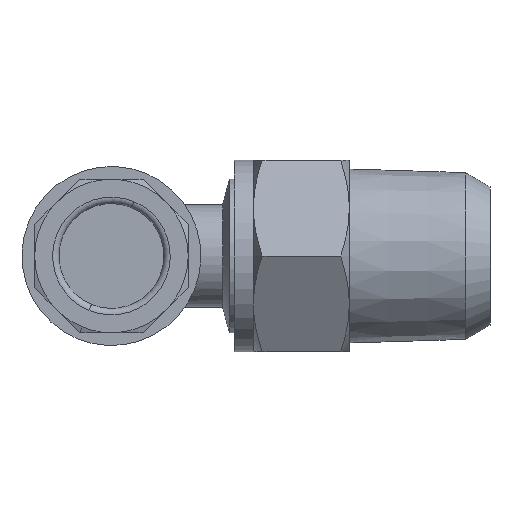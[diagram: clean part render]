
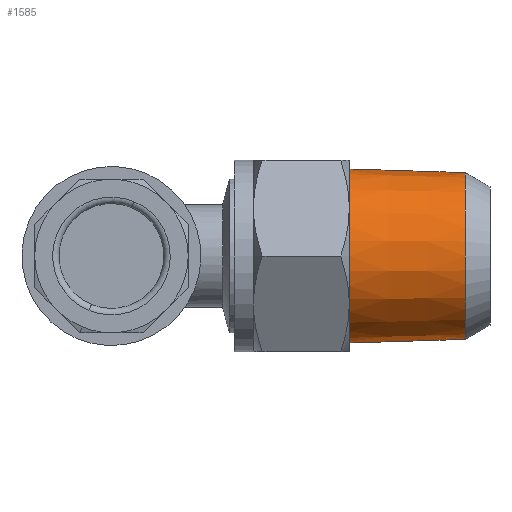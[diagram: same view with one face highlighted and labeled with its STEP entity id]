
A CAD part, left-side view. The second image highlights one B-rep face of the part: STEP entity #1585.
In plain terms, the highlighted conical face has half-angle 1.79 degrees and reference radius 6.52 mm.
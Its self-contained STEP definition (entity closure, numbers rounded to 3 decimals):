
#378 = DIRECTION ( 'NONE',  ( 0., 1., 0. ) ) ;
#389 = CARTESIAN_POINT ( 'NONE',  ( 0., -5.16, 0. ) ) ;
#397 = DIRECTION ( 'NONE',  ( 0., 0., 1. ) ) ;
#899 = CARTESIAN_POINT ( 'NONE',  ( 0., 3.9, -6.803 ) ) ;
#914 = CARTESIAN_POINT ( 'NONE',  ( 0., 3.9, 6.803 ) ) ;
#923 = CARTESIAN_POINT ( 'NONE',  ( 0., -5.16, -6.52 ) ) ;
#930 = CARTESIAN_POINT ( 'NONE',  ( 0., -5.16, 6.52 ) ) ;
#1469 = AXIS2_PLACEMENT_3D ( 'NONE', #6078, #6079, #6080 ) ;
#1470 = AXIS2_PLACEMENT_3D ( 'NONE', #6081, #6082, #6083 ) ;
#1585 = ADVANCED_FACE ( 'NONE', ( #1879 ), #2862, .T. ) ;
#1732 = AXIS2_PLACEMENT_3D ( 'NONE', #389, #378, #397 ) ;
#1879 = FACE_OUTER_BOUND ( 'NONE', #2536, .T. ) ;
#2075 = ORIENTED_EDGE ( 'NONE', *, *, #3485, .T. ) ;
#2158 = EDGE_CURVE ( 'NONE', #6217, #6218, #3722, .T. ) ;
#2160 = EDGE_CURVE ( 'NONE', #6226, #6224, #3729, .T. ) ;
#2536 = EDGE_LOOP ( 'NONE', ( #6163, #6166, #6165, #2075 ) ) ;
#2862 = CONICAL_SURFACE ( 'NONE', #1732, 6.52, 0.031 ) ;
#3485 = EDGE_CURVE ( 'NONE', #6224, #6218, #3776, .T. ) ;
#3486 = EDGE_CURVE ( 'NONE', #6226, #6217, #3784, .T. ) ;
#3722 = LINE ( 'NONE', #5739, #3728 ) ;
#3728 = VECTOR ( 'NONE', #5744, 1000. ) ;
#3729 = LINE ( 'NONE', #5745, #3731 ) ;
#3731 = VECTOR ( 'NONE', #5743, 1000. ) ;
#3776 = CIRCLE ( 'NONE', #1469, 6.803 ) ;
#3784 = CIRCLE ( 'NONE', #1470, 6.52 ) ;
#5739 = CARTESIAN_POINT ( 'NONE',  ( 0., -5.16, -6.52 ) ) ;
#5743 = DIRECTION ( 'NONE',  ( 0., 1., 0.031 ) ) ;
#5744 = DIRECTION ( 'NONE',  ( 0., 1., -0.031 ) ) ;
#5745 = CARTESIAN_POINT ( 'NONE',  ( 0., -5.16, 6.52 ) ) ;
#6078 = CARTESIAN_POINT ( 'NONE',  ( 0., 3.9, 0. ) ) ;
#6079 = DIRECTION ( 'NONE',  ( 0., -1., 0. ) ) ;
#6080 = DIRECTION ( 'NONE',  ( 0., 0., -1. ) ) ;
#6081 = CARTESIAN_POINT ( 'NONE',  ( 0., -5.16, 0. ) ) ;
#6082 = DIRECTION ( 'NONE',  ( 0., -1., 0. ) ) ;
#6083 = DIRECTION ( 'NONE',  ( 0., 0., -1. ) ) ;
#6163 = ORIENTED_EDGE ( 'NONE', *, *, #2158, .F. ) ;
#6165 = ORIENTED_EDGE ( 'NONE', *, *, #2160, .T. ) ;
#6166 = ORIENTED_EDGE ( 'NONE', *, *, #3486, .F. ) ;
#6217 = VERTEX_POINT ( 'NONE', #923 ) ;
#6218 = VERTEX_POINT ( 'NONE', #899 ) ;
#6224 = VERTEX_POINT ( 'NONE', #914 ) ;
#6226 = VERTEX_POINT ( 'NONE', #930 ) ;
